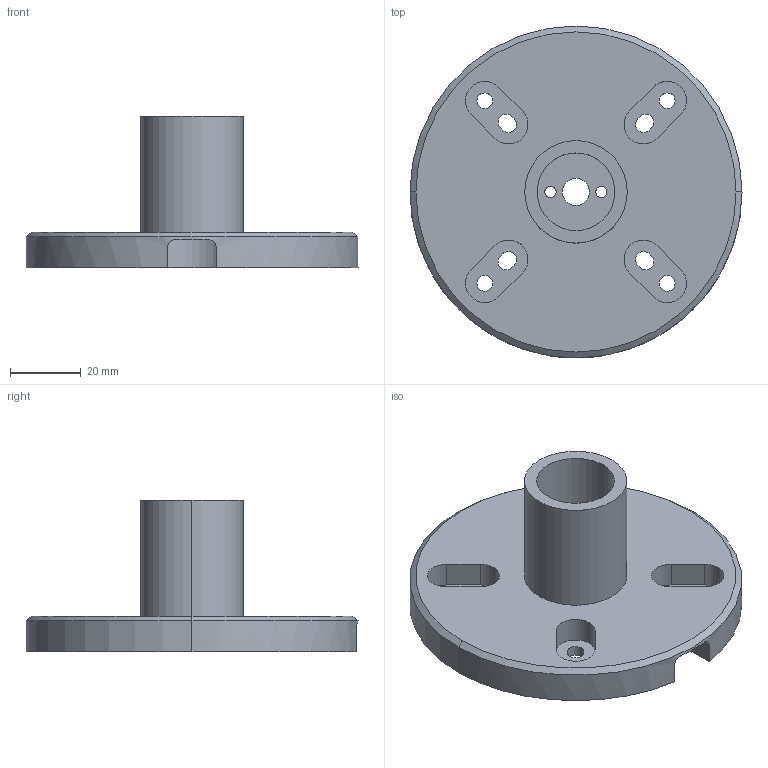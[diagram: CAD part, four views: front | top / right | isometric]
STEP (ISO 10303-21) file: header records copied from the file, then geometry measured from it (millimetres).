
FILE_DESCRIPTION (( 'STEP AP214' ), '1' );
FILE_NAME ('SZP-002U.step', '2018-07-03T12:01:40', ( '' ), ( '' ), 'SwSTEP 2.0', 'SolidWorks 2017', '' );
FILE_SCHEMA (( 'AUTOMOTIVE_DESIGN' ));
Length unit declared in the file: inch
Products named in the file (1): SZP-002U
Bounding box: 94 x 94 x 43 mm (x, y, z)
Volume: 65302.5 mm3; surface area: 24374.4 mm2
Topology: 1 solids, 1 shells, 78 faces, 208 edges, 138 vertices
Faces by surface type: cylinder 48, plane 28, cone 2
Entity records: 2606 total; most frequent: CARTESIAN_POINT 481, DIRECTION 460, ORIENTED_EDGE 416, EDGE_CURVE 208, AXIS2_PLACEMENT_3D 177, VERTEX_POINT 138, VECTOR 106, LINE 106
